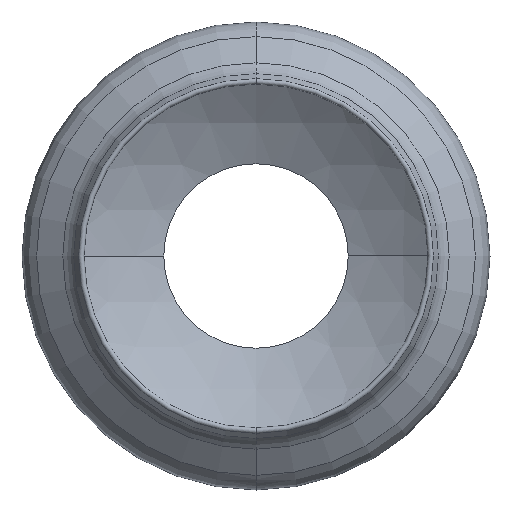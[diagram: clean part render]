
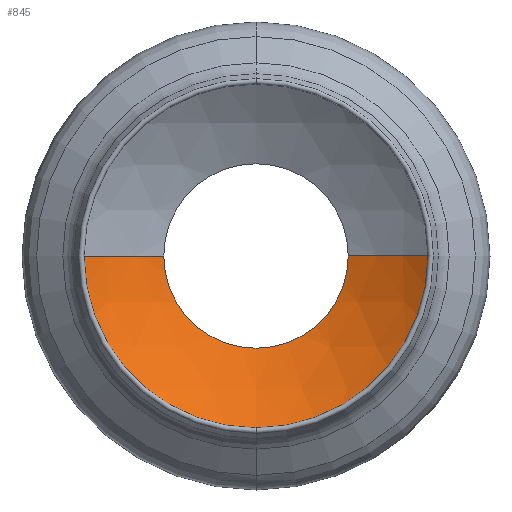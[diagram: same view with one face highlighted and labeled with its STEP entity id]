
A CAD part, front view. The second image highlights one B-rep face of the part: STEP entity #845.
In plain terms, the highlighted spherical face has radius 40 mm.
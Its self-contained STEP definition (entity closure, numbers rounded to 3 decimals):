
#27 = VERTEX_POINT ( 'NONE', #999 ) ;
#37 = DIRECTION ( 'NONE',  ( 0., 0., 1. ) ) ;
#56 = SPHERICAL_SURFACE ( 'NONE', #222, 40. ) ;
#58 = VERTEX_POINT ( 'NONE', #537 ) ;
#123 = DIRECTION ( 'NONE',  ( 0., 1., 0. ) ) ;
#154 = DIRECTION ( 'NONE',  ( -1., 0., 0. ) ) ;
#183 = CIRCLE ( 'NONE', #512, 13. ) ;
#193 = DIRECTION ( 'NONE',  ( 0., 1., 0. ) ) ;
#220 = CIRCLE ( 'NONE', #710, 24.25 ) ;
#222 = AXIS2_PLACEMENT_3D ( 'NONE', #591, #662, #154 ) ;
#231 = EDGE_CURVE ( 'NONE', #657, #509, #727, .T. ) ;
#251 = VERTEX_POINT ( 'NONE', #824 ) ;
#258 = EDGE_LOOP ( 'NONE', ( #567, #640, #718, #760, #867, #416 ) ) ;
#261 = EDGE_CURVE ( 'NONE', #58, #800, #1083, .T. ) ;
#315 = CIRCLE ( 'NONE', #423, 13. ) ;
#326 = CARTESIAN_POINT ( 'NONE',  ( 13., 37.829, 0. ) ) ;
#336 = AXIS2_PLACEMENT_3D ( 'NONE', #707, #797, #1053 ) ;
#395 = DIRECTION ( 'NONE',  ( 0., 0., 1. ) ) ;
#409 = CARTESIAN_POINT ( 'NONE',  ( 0., 0., 0. ) ) ;
#416 = ORIENTED_EDGE ( 'NONE', *, *, #261, .F. ) ;
#423 = AXIS2_PLACEMENT_3D ( 'NONE', #524, #193, #531 ) ;
#462 = EDGE_CURVE ( 'NONE', #509, #27, #183, .T. ) ;
#501 = DIRECTION ( 'NONE',  ( 0., 1., 0. ) ) ;
#509 = VERTEX_POINT ( 'NONE', #326 ) ;
#512 = AXIS2_PLACEMENT_3D ( 'NONE', #768, #501, #844 ) ;
#524 = CARTESIAN_POINT ( 'NONE',  ( 0., 37.829, 0. ) ) ;
#531 = DIRECTION ( 'NONE',  ( 0., 0., 1. ) ) ;
#537 = CARTESIAN_POINT ( 'NONE',  ( 0., 31.811, -24.25 ) ) ;
#558 = EDGE_CURVE ( 'NONE', #800, #251, #1049, .T. ) ;
#561 = AXIS2_PLACEMENT_3D ( 'NONE', #409, #37, #570 ) ;
#567 = ORIENTED_EDGE ( 'NONE', *, *, #682, .F. ) ;
#570 = DIRECTION ( 'NONE',  ( 1., 0., 0. ) ) ;
#591 = CARTESIAN_POINT ( 'NONE',  ( 0., 0., 0. ) ) ;
#594 = EDGE_CURVE ( 'NONE', #27, #251, #315, .T. ) ;
#640 = ORIENTED_EDGE ( 'NONE', *, *, #231, .T. ) ;
#657 = VERTEX_POINT ( 'NONE', #741 ) ;
#662 = DIRECTION ( 'NONE',  ( 0., 0., 1. ) ) ;
#682 = EDGE_CURVE ( 'NONE', #657, #58, #220, .T. ) ;
#707 = CARTESIAN_POINT ( 'NONE',  ( 0., 0., 0. ) ) ;
#710 = AXIS2_PLACEMENT_3D ( 'NONE', #982, #1088, #395 ) ;
#718 = ORIENTED_EDGE ( 'NONE', *, *, #462, .T. ) ;
#727 = CIRCLE ( 'NONE', #561, 40. ) ;
#741 = CARTESIAN_POINT ( 'NONE',  ( 24.25, 31.811, 0. ) ) ;
#760 = ORIENTED_EDGE ( 'NONE', *, *, #594, .T. ) ;
#768 = CARTESIAN_POINT ( 'NONE',  ( 0., 37.829, 0. ) ) ;
#797 = DIRECTION ( 'NONE',  ( 0., 0., -1. ) ) ;
#800 = VERTEX_POINT ( 'NONE', #1115 ) ;
#804 = AXIS2_PLACEMENT_3D ( 'NONE', #919, #123, #1003 ) ;
#824 = CARTESIAN_POINT ( 'NONE',  ( -13., 37.829, 0. ) ) ;
#832 = FACE_OUTER_BOUND ( 'NONE', #258, .T. ) ;
#844 = DIRECTION ( 'NONE',  ( 0., 0., 1. ) ) ;
#845 = ADVANCED_FACE ( 'NONE', ( #832 ), #56, .F. ) ;
#867 = ORIENTED_EDGE ( 'NONE', *, *, #558, .F. ) ;
#919 = CARTESIAN_POINT ( 'NONE',  ( 0., 31.811, 0. ) ) ;
#982 = CARTESIAN_POINT ( 'NONE',  ( 0., 31.811, 0. ) ) ;
#999 = CARTESIAN_POINT ( 'NONE',  ( 0., 37.829, -13. ) ) ;
#1003 = DIRECTION ( 'NONE',  ( 0., 0., 1. ) ) ;
#1049 = CIRCLE ( 'NONE', #336, 40. ) ;
#1053 = DIRECTION ( 'NONE',  ( -1., 0., 0. ) ) ;
#1083 = CIRCLE ( 'NONE', #804, 24.25 ) ;
#1088 = DIRECTION ( 'NONE',  ( 0., 1., 0. ) ) ;
#1115 = CARTESIAN_POINT ( 'NONE',  ( -24.25, 31.811, 0. ) ) ;
